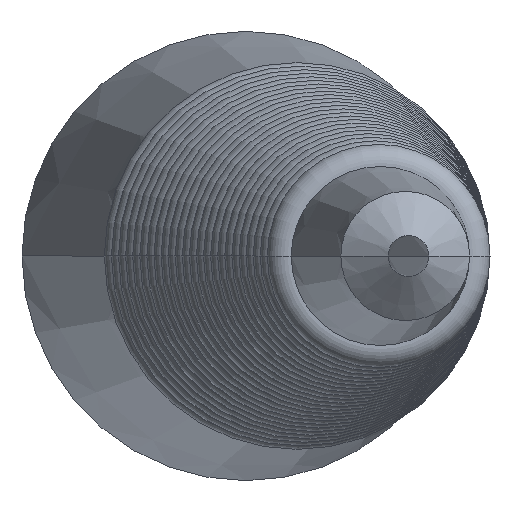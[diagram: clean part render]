
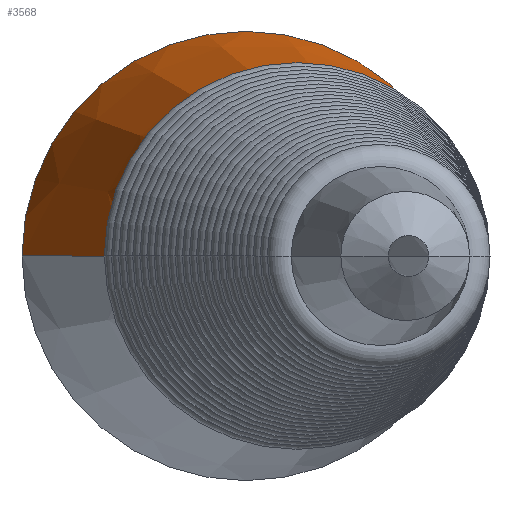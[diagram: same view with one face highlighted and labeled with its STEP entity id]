
A CAD part, left-side view. The second image highlights one B-rep face of the part: STEP entity #3568.
In plain terms, the highlighted conical face has half-angle 5 degrees and reference radius 27.211 mm.
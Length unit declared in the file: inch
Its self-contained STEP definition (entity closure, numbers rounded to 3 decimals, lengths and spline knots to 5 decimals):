
#11 = EDGE_CURVE ( 'NONE', #3441, #3233, #1864, .T. ) ;
#105 = AXIS2_PLACEMENT_3D ( 'NONE', #3499, #2564, #1454 ) ;
#177 = VERTEX_POINT ( 'NONE', #3080 ) ;
#259 = CARTESIAN_POINT ( 'NONE',  ( 11.38004, 1.1211, 0. ) ) ;
#522 = ORIENTED_EDGE ( 'NONE', *, *, #959, .T. ) ;
#831 = ORIENTED_EDGE ( 'NONE', *, *, #11, .F. ) ;
#949 = DIRECTION ( 'NONE',  ( 0.985, 0.174, 0. ) ) ;
#959 = EDGE_CURVE ( 'NONE', #3441, #177, #2204, .T. ) ;
#1033 = DIRECTION ( 'NONE',  ( 0.087, -0.996, 0. ) ) ;
#1054 = CARTESIAN_POINT ( 'NONE',  ( 8., -0.25, 0. ) ) ;
#1228 = LINE ( 'NONE', #2415, #3043 ) ;
#1338 = AXIS2_PLACEMENT_3D ( 'NONE', #259, #3753, #3189 ) ;
#1439 = FACE_OUTER_BOUND ( 'NONE', #2014, .T. ) ;
#1454 = DIRECTION ( 'NONE',  ( -0.087, 0.996, 0. ) ) ;
#1601 = CARTESIAN_POINT ( 'NONE',  ( 7.81326, 1.88444, 0. ) ) ;
#1840 = CARTESIAN_POINT ( 'NONE',  ( 8., -0.25, 0. ) ) ;
#1864 = CIRCLE ( 'NONE', #2851, 1.07129 ) ;
#1886 = CARTESIAN_POINT ( 'NONE',  ( 11.26009, 2.4922, 0. ) ) ;
#1922 = DIRECTION ( 'NONE',  ( 1., 0., 0. ) ) ;
#2014 = EDGE_LOOP ( 'NONE', ( #831, #522, #3360, #3654 ) ) ;
#2057 = EDGE_CURVE ( 'NONE', #3233, #2219, #1228, .T. ) ;
#2204 = LINE ( 'NONE', #1840, #2612 ) ;
#2219 = VERTEX_POINT ( 'NONE', #1886 ) ;
#2252 = CONICAL_SURFACE ( 'NONE', #105, 1.07129, 0.087 ) ;
#2414 = CARTESIAN_POINT ( 'NONE',  ( 7.90663, 0.81722, 0. ) ) ;
#2415 = CARTESIAN_POINT ( 'NONE',  ( 7.81326, 1.88444, 0. ) ) ;
#2564 = DIRECTION ( 'NONE',  ( 0.996, 0.087, 0. ) ) ;
#2612 = VECTOR ( 'NONE', #1922, 39.37008 ) ;
#2790 = DIRECTION ( 'NONE',  ( -0.996, -0.087, 0. ) ) ;
#2851 = AXIS2_PLACEMENT_3D ( 'NONE', #2414, #2790, #1033 ) ;
#2861 = EDGE_CURVE ( 'NONE', #177, #2219, #3652, .T. ) ;
#3043 = VECTOR ( 'NONE', #949, 39.37008 ) ;
#3080 = CARTESIAN_POINT ( 'NONE',  ( 11.5, -0.25, 0. ) ) ;
#3189 = DIRECTION ( 'NONE',  ( 0.087, -0.996, 0. ) ) ;
#3233 = VERTEX_POINT ( 'NONE', #1601 ) ;
#3360 = ORIENTED_EDGE ( 'NONE', *, *, #2861, .T. ) ;
#3441 = VERTEX_POINT ( 'NONE', #1054 ) ;
#3499 = CARTESIAN_POINT ( 'NONE',  ( 7.90663, 0.81722, 0. ) ) ;
#3568 = ADVANCED_FACE ( 'NONE', ( #1439 ), #2252, .T. ) ;
#3652 = CIRCLE ( 'NONE', #1338, 1.37634 ) ;
#3654 = ORIENTED_EDGE ( 'NONE', *, *, #2057, .F. ) ;
#3753 = DIRECTION ( 'NONE',  ( -0.996, -0.087, 0. ) ) ;
